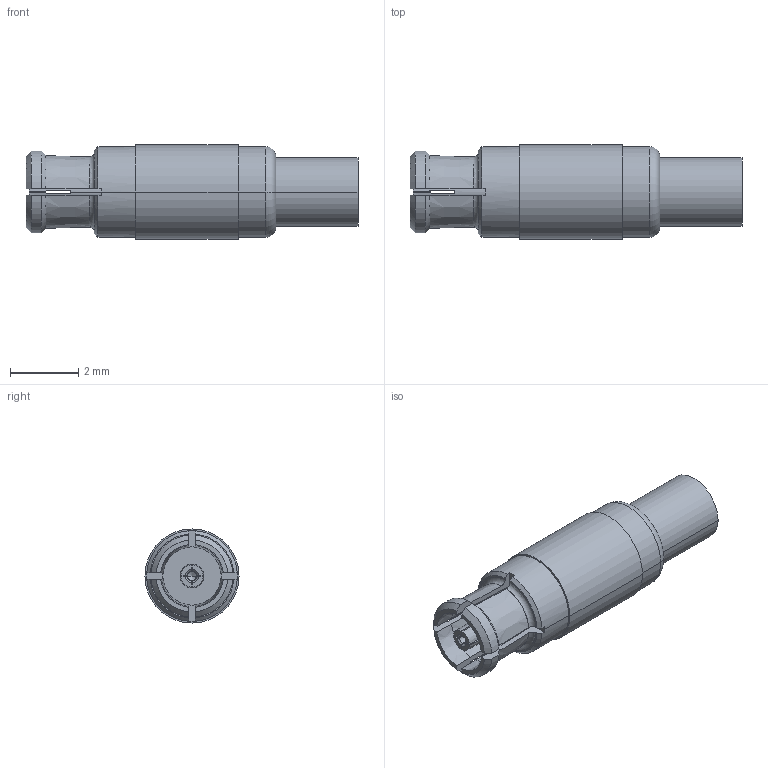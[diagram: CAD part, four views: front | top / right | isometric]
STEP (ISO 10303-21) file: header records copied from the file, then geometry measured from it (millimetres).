
FILE_DESCRIPTION (( 'STEP AP214' ), '1' );
FILE_NAME ('FMCN51282_3D.step', '2024-04-08T16:50:52', ( '' ), ( '' ), 'SwSTEP 2.0', 'SolidWorks 2022', '' );
FILE_SCHEMA (( 'AUTOMOTIVE_DESIGN' ));
Length unit declared in the file: millimetre
Products named in the file (1): FMCN51282_3D
Bounding box: 9.7 x 2.75 x 2.75 mm (x, y, z)
Volume: 35.3 mm3; surface area: 119.5 mm2
Topology: 1 solids, 1 shells, 110 faces, 284 edges, 179 vertices
Faces by surface type: plane 42, cone 38, cylinder 20, torus 10
Entity records: 3656 total; most frequent: CARTESIAN_POINT 1020, ORIENTED_EDGE 564, DIRECTION 536, EDGE_CURVE 282, AXIS2_PLACEMENT_3D 231, VERTEX_POINT 179, CIRCLE 120, EDGE_LOOP 115
